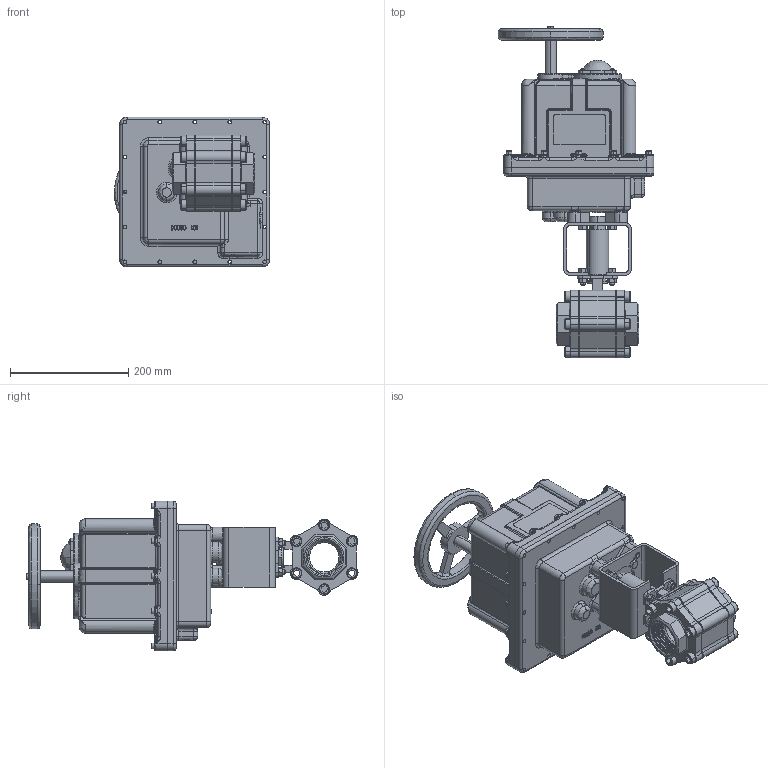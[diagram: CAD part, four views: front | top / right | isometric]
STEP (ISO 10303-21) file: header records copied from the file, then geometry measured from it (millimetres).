
FILE_DESCRIPTION (( 'STEP AP203' ), '1' );
FILE_NAME ('4700-200F_ER-20.STEP', '2017-11-10T19:48:41', ( '' ), ( '' ), 'SwSTEP 2.0', 'SolidWorks 2014', '' );
FILE_SCHEMA (( 'CONFIG_CONTROL_DESIGN' ));
Length unit declared in the file: inch
Products named in the file (1): 4700-200F_ER-20
Bounding box: 263.4 x 562.68 x 254.1 mm (x, y, z)
Surface area: 569970.1 mm2 (no closed solid volume)
Topology: 0 solids, 107 shells, 1867 faces, 5588 edges, 3654 vertices
Faces by surface type: cylinder 618, plane 537, bspline 450, cone 262
Entity records: 92817 total; most frequent: CARTESIAN_POINT 46367, ORIENTED_EDGE 9465, DIRECTION 9166, EDGE_CURVE 5538, VERTEX_POINT 3654, AXIS2_PLACEMENT_3D 3492, LINE 2182, VECTOR 2182
